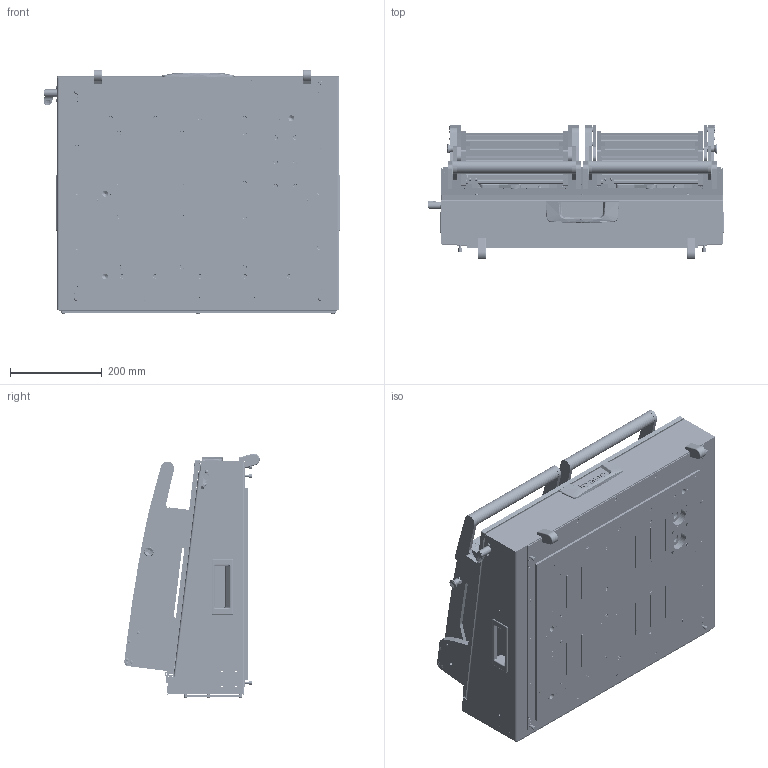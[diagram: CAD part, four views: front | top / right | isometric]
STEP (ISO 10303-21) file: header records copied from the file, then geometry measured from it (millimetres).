
FILE_DESCRIPTION (( 'STEP AP214' ), '1' );
FILE_NAME ('INGUN_33440.STEP', '2021-03-02T14:37:17', ( '' ), ( '' ), 'SwSTEP 2.0', 'SolidWorks 2018', '' );
FILE_SCHEMA (( 'AUTOMOTIVE_DESIGN' ));
Length unit declared in the file: millimetre
Products named in the file (132): 35662~11_S; 13892~3; 48727~1_S; 48726~2_S; DIN985-A2~n_M05,0; 14688~0; 110322~4_S; 2281~0; 35150~0_S; 14749~0; DIN6325~n_04,0m6x016; 30984~0_S; 3521~0_Spring Pin ISO 8752 - 3 x 16 - St; ISO7380~n_M04,0x020; 109950~0_KUNDE<S>; 47523~0_S; 48728~1_S; ISO7380~n_M04,0x008; 34328~1_S; 23453~0; 23419~3; DIN125~n_05,3 M05,0 Fase; ISO7380~n_M05,0x020; 36177~2; ISO7380~n_M04,0x010; DIN125~n_06,4 M06,0 Fase; 57801~2_S; 40900~6_KUNDE<S>; DIN912~n_M04,0x020; 109933~0_KUNDE<S>; DIN7~n_01,0m6x006; 31109~0; 2528~0; 32587~4_S; DIN7991~n_M03,0x016 VA; 15307~3_S; 35663~9_S; 11657~0; ASR~-a-s-r_拱04,2x07x拌8; 23420~1 ...
Assembly tree (463 placements, depth 5):
  INGUN_33440
    33441~1_KUNDE<Standard>
      33291~2_S
        32333~12
      25399~3
      13879~3_KUNDE<Standard>
        14050~6_KUNDE<Standard>
        14688~0  x3
        23453~0
          13880~4
          11657~0
          11683~0
          19420~3
          23691~0  x2
          DIN965~n_M04,0x010  x6
        14102~1  x16
        14689~1  x2
        15307~3_S  x3
        DIN7991~n_M04,0x010  x22
        ISO7380~n_M04,0x010  x6
        DIN7~n_01,0m6x006  x48
        DIN7~n_04,0m6x004  x2
      10143~0  x6
      14749~0  x6
      23107~0  x4
      23420~1  x4
      23419~3  x4
      13892~3  x2
      11683~0
      32171~0_S
      53032~0_S
      30758~0_S  x2
        30758_01~0_S
        30758_02~0_S
      31555~4_S
      20902~0
      21332~0
        21332_02~0
        21332_01~0
      32462~0_S
      33292~0_S
      29805~4_geschlossen<S>
        110322~4_S
        110705~1_S
        30984~0_S
        110231~1_S
        110443~0_S
        30112~0
        ISO7380~n_M05,0x030
        ISO7380~n_M04,0x008  x2
        DIN914~n_M04,0x05
      35334~0_S
      DIN985-A2~n_M05,0  x3
      DIN7991~n_M05,0x012  x2
      ISO7380~n_M04,0x010  x4
      DIN7991~n_M04,0x008 VA  x12
      DIN7991~n_M04,0x010  x8
      DIN7991~n_M05,0x035
      8804~0
      DIN125~n_05,3 M05,0 Fase  x2
Bounding box: 647.5 x 295.33 x 534.17 mm (x, y, z)
Volume: 8951813.6 mm3; surface area: 4199349.6 mm2
Topology: 521 solids, 521 shells, 12174 faces, 30148 edges, 19186 vertices
Faces by surface type: cylinder 5419, plane 4007, cone 1652, bspline 536, sphere 356, torus 204
Entity records: 162783 total; most frequent: CARTESIAN_POINT 38124, DIRECTION 24551, ORIENTED_EDGE 22176, EDGE_CURVE 11088, AXIS2_PLACEMENT_3D 9431, VERTEX_POINT 7141, VECTOR 5689, LINE 5689
